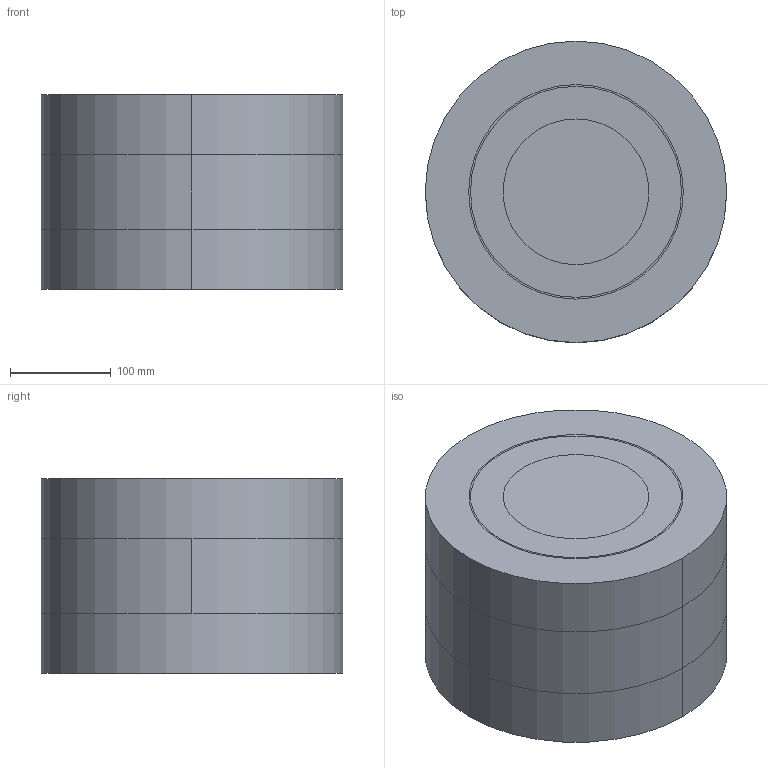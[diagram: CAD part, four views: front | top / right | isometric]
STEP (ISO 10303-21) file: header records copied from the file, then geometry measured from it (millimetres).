
FILE_DESCRIPTION(('STEP AP214'),'1');
FILE_NAME('geom_full_motor.step','2023-12-19T15:25:49',(' '),('ANSOFT Corporation'),'Spatial InterOp 3D',' ',' ');
FILE_SCHEMA(('AUTOMOTIVE_DESIGN { 1 0 10303 214 1 1 1 1 }'));
Length unit declared in the file: millimetre
Products named in the file (1): Band
Bounding box: 300 x 300 x 193.27 mm (x, y, z)
Surface area: 1525369 mm2
Topology: 26 solids, 32 shells, 630 faces, 1584 edges, 1000 vertices
Faces by surface type: plane 506, cone 96, cylinder 28
Entity records: 18848 total; most frequent: CARTESIAN_POINT 3246, ORIENTED_EDGE 3144, DIRECTION 3060, EDGE_CURVE 1584, LINE 1432, VECTOR 1432, VERTEX_POINT 1000, AXIS2_PLACEMENT_3D 814
